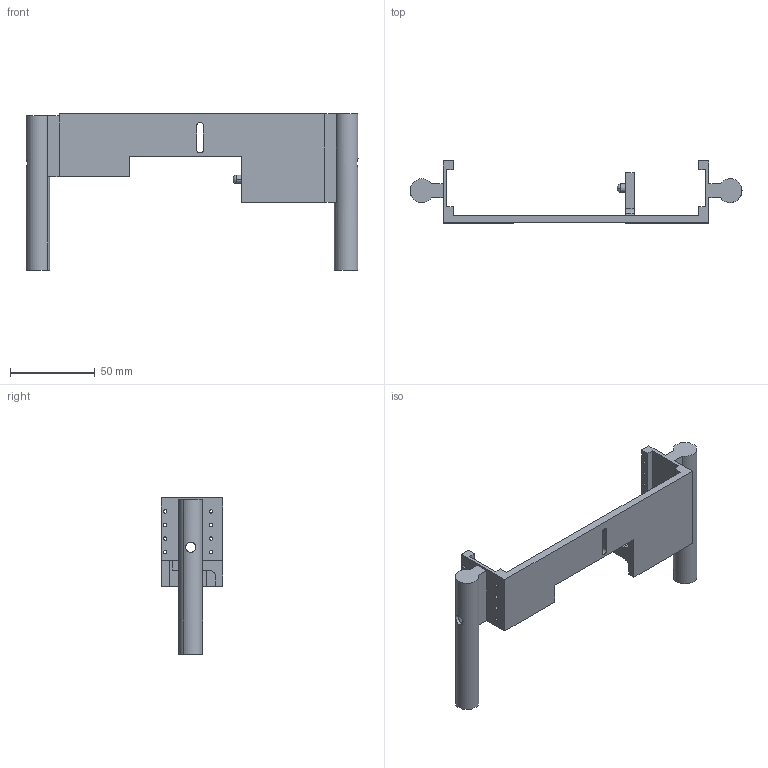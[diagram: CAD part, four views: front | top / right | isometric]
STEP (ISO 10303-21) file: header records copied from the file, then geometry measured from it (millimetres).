
FILE_DESCRIPTION (( 'STEP AP203' ), '1' );
FILE_NAME ('Motor case v10 v26_Default_sldprt.STEP', '2020-09-22T05:01:19', ( '' ), ( '' ), 'SwSTEP 2.0', 'SolidWorks 2019', '' );
FILE_SCHEMA (( 'CONFIG_CONTROL_DESIGN' ));
Length unit declared in the file: millimetre
Products named in the file (1): Motor case v10 v26_Default_sldprt
Bounding box: 195.5 x 36.5 x 92 mm (x, y, z)
Volume: 53403.9 mm3; surface area: 35875.7 mm2
Topology: 1 solids, 1 shells, 97 faces, 286 edges, 190 vertices
Faces by surface type: cylinder 56, plane 39, bspline 2
Entity records: 4085 total; most frequent: CARTESIAN_POINT 1282, ORIENTED_EDGE 572, DIRECTION 562, EDGE_CURVE 286, AXIS2_PLACEMENT_3D 202, VERTEX_POINT 190, VECTOR 158, LINE 158
